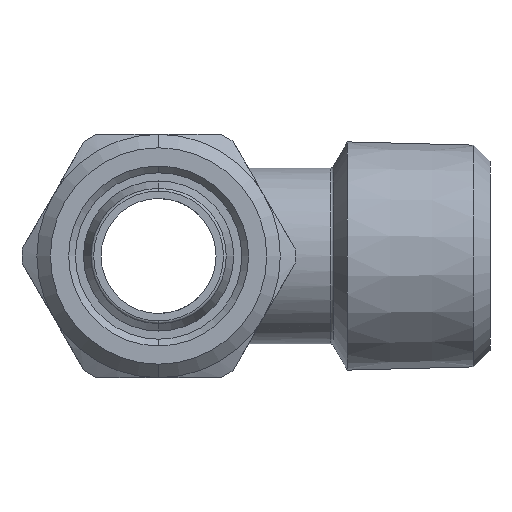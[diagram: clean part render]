
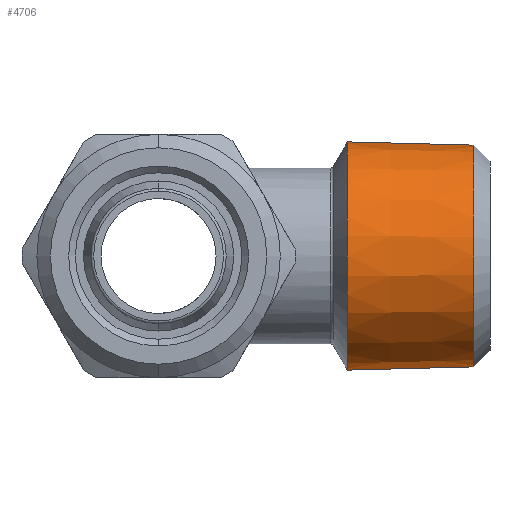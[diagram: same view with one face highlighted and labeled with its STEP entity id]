
A CAD part, left-side view. The second image highlights one B-rep face of the part: STEP entity #4706.
In plain terms, the highlighted conical face has half-angle 1.47 degrees and reference radius 8.462 mm.
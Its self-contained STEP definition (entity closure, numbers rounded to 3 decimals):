
#1 = DIRECTION ( 'NONE',  ( 0., 1., 0. ) ) ;
#28 = CARTESIAN_POINT ( 'NONE',  ( 0., -13., 0. ) ) ;
#36 = DIRECTION ( 'NONE',  ( 0., 0., 1. ) ) ;
#487 = DIRECTION ( 'NONE',  ( 0., -1., 0. ) ) ;
#493 = DIRECTION ( 'NONE',  ( 0., 0., 1. ) ) ;
#498 = CARTESIAN_POINT ( 'NONE',  ( 0., -13.964, 0. ) ) ;
#604 = CARTESIAN_POINT ( 'NONE',  ( 0., -13., 8.462 ) ) ;
#674 = DIRECTION ( 'NONE',  ( 0., 1., 0.026 ) ) ;
#740 = VECTOR ( 'NONE', #674, 1000. ) ;
#784 = CIRCLE ( 'NONE', #796, 8.437 ) ;
#796 = AXIS2_PLACEMENT_3D ( 'NONE', #498, #487, #493 ) ;
#1113 = CIRCLE ( 'NONE', #1149, 8.198 ) ;
#1149 = AXIS2_PLACEMENT_3D ( 'NONE', #3362, #3367, #3361 ) ;
#1171 = ORIENTED_EDGE ( 'NONE', *, *, #4807, .F. ) ;
#1177 = ORIENTED_EDGE ( 'NONE', *, *, #4873, .T. ) ;
#1222 = ORIENTED_EDGE ( 'NONE', *, *, #4832, .T. ) ;
#1351 = ORIENTED_EDGE ( 'NONE', *, *, #4274, .F. ) ;
#1512 = VERTEX_POINT ( 'NONE', #5670 ) ;
#1515 = VERTEX_POINT ( 'NONE', #5656 ) ;
#1545 = VERTEX_POINT ( 'NONE', #5493 ) ;
#1616 = VERTEX_POINT ( 'NONE', #5566 ) ;
#1867 = LINE ( 'NONE', #604, #740 ) ;
#1875 = LINE ( 'NONE', #5739, #3736 ) ;
#1896 = FACE_OUTER_BOUND ( 'NONE', #2828, .T. ) ;
#2828 = EDGE_LOOP ( 'NONE', ( #1171, #1351, #1222, #1177 ) ) ;
#3361 = DIRECTION ( 'NONE',  ( 0., 0., -1. ) ) ;
#3362 = CARTESIAN_POINT ( 'NONE',  ( 0., -23.3, 0. ) ) ;
#3367 = DIRECTION ( 'NONE',  ( 0., -1., 0. ) ) ;
#3625 = CONICAL_SURFACE ( 'NONE', #3626, 8.462, 0.026 ) ;
#3626 = AXIS2_PLACEMENT_3D ( 'NONE', #28, #1, #36 ) ;
#3736 = VECTOR ( 'NONE', #5738, 1000. ) ;
#4274 = EDGE_CURVE ( 'NONE', #1515, #1545, #1113, .T. ) ;
#4706 = ADVANCED_FACE ( 'NONE', ( #1896 ), #3625, .T. ) ;
#4807 = EDGE_CURVE ( 'NONE', #1545, #1512, #1875, .T. ) ;
#4832 = EDGE_CURVE ( 'NONE', #1515, #1616, #1867, .T. ) ;
#4873 = EDGE_CURVE ( 'NONE', #1616, #1512, #784, .T. ) ;
#5493 = CARTESIAN_POINT ( 'NONE',  ( 0., -23.3, -8.198 ) ) ;
#5566 = CARTESIAN_POINT ( 'NONE',  ( 0., -13.964, 8.437 ) ) ;
#5656 = CARTESIAN_POINT ( 'NONE',  ( 0., -23.3, 8.198 ) ) ;
#5670 = CARTESIAN_POINT ( 'NONE',  ( 0., -13.964, -8.437 ) ) ;
#5738 = DIRECTION ( 'NONE',  ( 0., 1., -0.026 ) ) ;
#5739 = CARTESIAN_POINT ( 'NONE',  ( 0., -13., -8.462 ) ) ;
